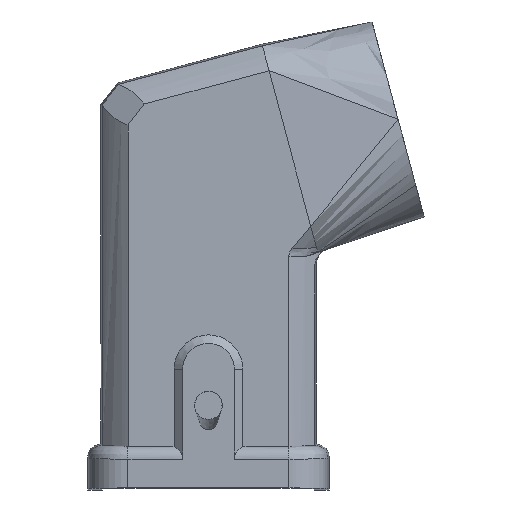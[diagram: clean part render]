
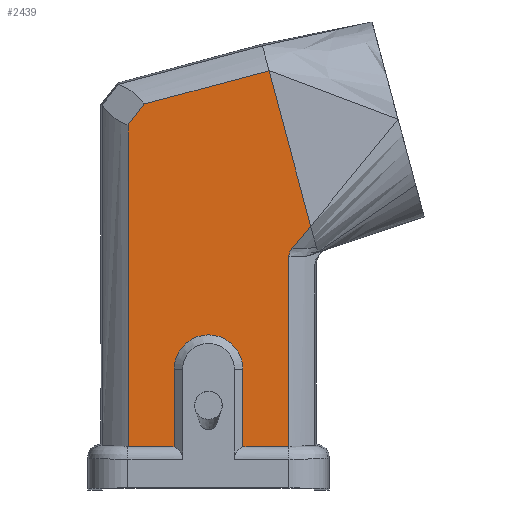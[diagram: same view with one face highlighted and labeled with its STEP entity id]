
A CAD part, front view. The second image highlights one B-rep face of the part: STEP entity #2439.
In plain terms, the highlighted planar face has unit normal (0, -1, 0).
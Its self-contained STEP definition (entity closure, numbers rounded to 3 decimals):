
#1492=FACE_OUTER_BOUND('',#2925,.T.);
#1693=(
BOUNDED_CURVE()
B_SPLINE_CURVE(1,(#7128,#7129,#7130),.UNSPECIFIED.,.F.,.F.)
B_SPLINE_CURVE_WITH_KNOTS((2,1,2),(0.,0.992,1.),
 .UNSPECIFIED.)
CURVE()
GEOMETRIC_REPRESENTATION_ITEM()
RATIONAL_B_SPLINE_CURVE((1.,1.,1.))
REPRESENTATION_ITEM('')
);
#1694=(
BOUNDED_CURVE()
B_SPLINE_CURVE(1,(#7156,#7157),.UNSPECIFIED.,.F.,.F.)
B_SPLINE_CURVE_WITH_KNOTS((2,2),(0.,1.),.UNSPECIFIED.)
CURVE()
GEOMETRIC_REPRESENTATION_ITEM()
RATIONAL_B_SPLINE_CURVE((1.,1.))
REPRESENTATION_ITEM('')
);
#1771=LINE('',#7133,#2137);
#1772=LINE('',#7135,#2138);
#1773=LINE('',#7139,#2139);
#1774=LINE('',#7141,#2140);
#1775=LINE('',#7143,#2141);
#1776=LINE('',#7152,#2142);
#1777=LINE('',#7154,#2143);
#2137=VECTOR('',#5934,1.);
#2138=VECTOR('',#5935,1.);
#2139=VECTOR('',#5938,1.);
#2140=VECTOR('',#5939,1.);
#2141=VECTOR('',#5940,1.);
#2142=VECTOR('',#5941,1.);
#2143=VECTOR('',#5942,1.);
#2439=ADVANCED_FACE('',(#1492),#2660,.F.);
#2660=PLANE('',#5555);
#2813=CIRCLE('',#5554,4.);
#2925=EDGE_LOOP('',(#3258,#3259,#3260,#3261,#3262,#3263,#3264,#3265,#3266,
#3267,#3268,#3269));
#3258=ORIENTED_EDGE('',*,*,#4752,.T.);
#3259=ORIENTED_EDGE('',*,*,#4753,.F.);
#3260=ORIENTED_EDGE('',*,*,#4754,.F.);
#3261=ORIENTED_EDGE('',*,*,#4755,.T.);
#3262=ORIENTED_EDGE('',*,*,#4756,.T.);
#3263=ORIENTED_EDGE('',*,*,#4757,.T.);
#3264=ORIENTED_EDGE('',*,*,#4758,.T.);
#3265=ORIENTED_EDGE('',*,*,#4759,.F.);
#3266=ORIENTED_EDGE('',*,*,#4760,.F.);
#3267=ORIENTED_EDGE('',*,*,#4761,.F.);
#3268=ORIENTED_EDGE('',*,*,#4762,.F.);
#3269=ORIENTED_EDGE('',*,*,#4763,.T.);
#4382=VERTEX_POINT('',#7131);
#4383=VERTEX_POINT('',#7132);
#4384=VERTEX_POINT('',#7134);
#4385=VERTEX_POINT('',#7136);
#4386=VERTEX_POINT('',#7138);
#4387=VERTEX_POINT('',#7140);
#4388=VERTEX_POINT('',#7142);
#4389=VERTEX_POINT('',#7144);
#4390=VERTEX_POINT('',#7151);
#4391=VERTEX_POINT('',#7153);
#4392=VERTEX_POINT('',#7155);
#4393=VERTEX_POINT('',#7158);
#4752=EDGE_CURVE('',#4382,#4383,#1693,.T.);
#4753=EDGE_CURVE('',#4384,#4383,#1771,.T.);
#4754=EDGE_CURVE('',#4385,#4384,#1772,.T.);
#4755=EDGE_CURVE('',#4385,#4386,#2813,.T.);
#4756=EDGE_CURVE('',#4386,#4387,#1773,.T.);
#4757=EDGE_CURVE('',#4387,#4388,#1774,.T.);
#4758=EDGE_CURVE('',#4388,#4389,#1775,.T.);
#4759=EDGE_CURVE('',#4390,#4389,#5231,.T.);
#4760=EDGE_CURVE('',#4391,#4390,#1776,.T.);
#4761=EDGE_CURVE('',#4392,#4391,#1777,.T.);
#4762=EDGE_CURVE('',#4393,#4392,#1694,.T.);
#4763=EDGE_CURVE('',#4393,#4382,#5232,.T.);
#5231=B_SPLINE_CURVE_WITH_KNOTS('',3,(#7145,#7146,#7147,#7148,#7149,#7150),
 .UNSPECIFIED.,.F.,.F.,(4,2,4),(0.,0.5,1.),.UNSPECIFIED.);
#5232=B_SPLINE_CURVE_WITH_KNOTS('',3,(#7159,#7160,#7161,#7162),
 .UNSPECIFIED.,.F.,.F.,(4,4),(0.,1.),.UNSPECIFIED.);
#5554=AXIS2_PLACEMENT_3D('',#7137,#5936,#5937);
#5555=AXIS2_PLACEMENT_3D('',#7163,#5943,#5944);
#5934=DIRECTION('',(-1.,0.,0.));
#5935=DIRECTION('',(0.,0.,-1.));
#5936=DIRECTION('',(0.,1.,0.));
#5937=DIRECTION('',(0.,0.,1.));
#5938=DIRECTION('',(0.,0.,-1.));
#5939=DIRECTION('',(1.,0.,0.));
#5940=DIRECTION('',(0.,0.,1.));
#5941=DIRECTION('',(-0.643,0.,-0.766));
#5942=DIRECTION('',(0.259,0.,-0.966));
#5943=DIRECTION('',(0.,1.,0.));
#5944=DIRECTION('',(0.,0.,-1.));
#7128=CARTESIAN_POINT('',(-9.333,-12.5,27.953));
#7129=CARTESIAN_POINT('',(-9.333,-12.5,-9.1));
#7130=CARTESIAN_POINT('',(-9.333,-12.5,-9.395));
#7131=CARTESIAN_POINT('',(-9.333,-12.5,27.953));
#7132=CARTESIAN_POINT('',(-9.333,-12.5,-9.395));
#7133=CARTESIAN_POINT('',(0.,-12.5,-9.395));
#7134=CARTESIAN_POINT('',(-4.,-12.5,-9.395));
#7135=CARTESIAN_POINT('',(-4.,-12.5,-10.6));
#7136=CARTESIAN_POINT('',(-4.,-12.5,-0.4));
#7137=CARTESIAN_POINT('',(0.,-12.5,-0.4));
#7138=CARTESIAN_POINT('',(4.,-12.5,-0.4));
#7139=CARTESIAN_POINT('',(4.,-12.5,-11.75));
#7140=CARTESIAN_POINT('',(4.,-12.5,-9.395));
#7141=CARTESIAN_POINT('',(0.,-12.5,-9.395));
#7142=CARTESIAN_POINT('',(9.333,-12.5,-9.395));
#7143=CARTESIAN_POINT('',(9.333,-12.5,-9.1));
#7144=CARTESIAN_POINT('',(9.333,-12.5,12.731));
#7145=CARTESIAN_POINT('',(9.685,-12.5,13.619));
#7146=CARTESIAN_POINT('',(9.58,-12.5,13.494));
#7147=CARTESIAN_POINT('',(9.491,-12.5,13.354));
#7148=CARTESIAN_POINT('',(9.367,-12.5,13.055));
#7149=CARTESIAN_POINT('',(9.333,-12.5,12.892));
#7150=CARTESIAN_POINT('',(9.333,-12.5,12.731));
#7151=CARTESIAN_POINT('',(9.685,-12.5,13.619));
#7152=CARTESIAN_POINT('',(11.861,-12.5,16.212));
#7153=CARTESIAN_POINT('',(11.861,-12.5,16.212));
#7154=CARTESIAN_POINT('',(12.5,-12.5,13.826));
#7155=CARTESIAN_POINT('',(7.027,-12.5,34.251));
#7156=CARTESIAN_POINT('',(-7.484,-12.5,30.362));
#7157=CARTESIAN_POINT('',(7.027,-12.5,34.251));
#7158=CARTESIAN_POINT('',(-7.484,-12.5,30.362));
#7159=CARTESIAN_POINT('',(-7.484,-12.5,30.362));
#7160=CARTESIAN_POINT('',(-8.101,-12.5,29.559));
#7161=CARTESIAN_POINT('',(-8.717,-12.5,28.756));
#7162=CARTESIAN_POINT('',(-9.333,-12.5,27.953));
#7163=CARTESIAN_POINT('',(0.,-12.5,-10.6));
